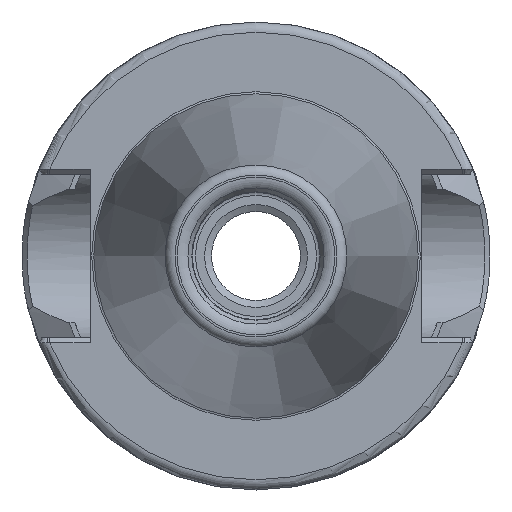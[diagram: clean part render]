
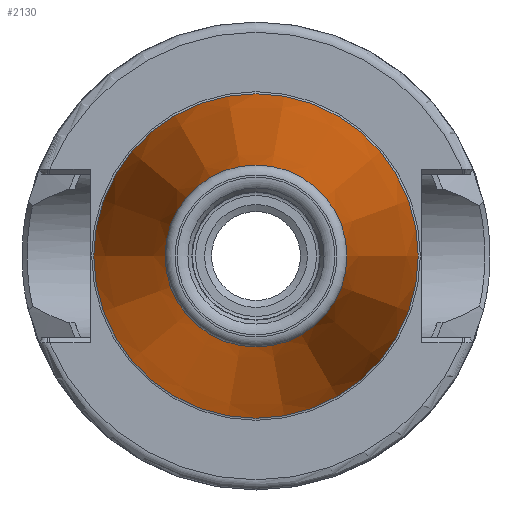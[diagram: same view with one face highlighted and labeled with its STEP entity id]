
A CAD part, left-side view. The second image highlights one B-rep face of the part: STEP entity #2130.
In plain terms, the highlighted conical face has half-angle 8.297 degrees and reference radius 12.445 mm.
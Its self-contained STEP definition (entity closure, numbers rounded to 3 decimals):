
#248=FACE_OUTER_BOUND('',#368,.T.);
#368=EDGE_LOOP('',(#1751,#1752,#1753,#1754,#1755,#1756,#1757));
#488=LINE('',#4146,#585);
#585=VECTOR('',#2854,12.445);
#712=CIRCLE('',#2348,8.941);
#713=CIRCLE('',#2349,8.941);
#714=CIRCLE('',#2350,8.941);
#716=CIRCLE('',#2353,15.948);
#717=CIRCLE('',#2354,15.948);
#938=VERTEX_POINT('',#4134);
#939=VERTEX_POINT('',#4135);
#940=VERTEX_POINT('',#4137);
#941=VERTEX_POINT('',#4142);
#942=VERTEX_POINT('',#4143);
#1232=EDGE_CURVE('',#938,#939,#712,.T.);
#1233=EDGE_CURVE('',#940,#938,#713,.T.);
#1234=EDGE_CURVE('',#939,#940,#714,.T.);
#1236=EDGE_CURVE('',#941,#942,#716,.T.);
#1237=EDGE_CURVE('',#942,#941,#717,.T.);
#1238=EDGE_CURVE('',#942,#940,#488,.T.);
#1751=ORIENTED_EDGE('',*,*,#1236,.F.);
#1752=ORIENTED_EDGE('',*,*,#1237,.F.);
#1753=ORIENTED_EDGE('',*,*,#1238,.T.);
#1754=ORIENTED_EDGE('',*,*,#1233,.T.);
#1755=ORIENTED_EDGE('',*,*,#1232,.T.);
#1756=ORIENTED_EDGE('',*,*,#1234,.T.);
#1757=ORIENTED_EDGE('',*,*,#1238,.F.);
#2050=CONICAL_SURFACE('',#2352,12.445,0.145);
#2130=ADVANCED_FACE('',(#248),#2050,.T.);
#2348=AXIS2_PLACEMENT_3D('',#4136,#2840,#2841);
#2349=AXIS2_PLACEMENT_3D('',#4138,#2842,#2843);
#2350=AXIS2_PLACEMENT_3D('',#4139,#2844,#2845);
#2352=AXIS2_PLACEMENT_3D('',#4141,#2848,#2849);
#2353=AXIS2_PLACEMENT_3D('',#4144,#2850,#2851);
#2354=AXIS2_PLACEMENT_3D('',#4145,#2852,#2853);
#2840=DIRECTION('center_axis',(1.,0.,0.));
#2841=DIRECTION('ref_axis',(0.,0.,-1.));
#2842=DIRECTION('center_axis',(1.,0.,0.));
#2843=DIRECTION('ref_axis',(0.,0.,-1.));
#2844=DIRECTION('center_axis',(1.,0.,0.));
#2845=DIRECTION('ref_axis',(0.,0.,-1.));
#2848=DIRECTION('center_axis',(1.,0.,0.));
#2849=DIRECTION('ref_axis',(0.,1.,0.));
#2850=DIRECTION('center_axis',(1.,0.,0.));
#2851=DIRECTION('ref_axis',(0.,0.,-1.));
#2852=DIRECTION('center_axis',(1.,0.,0.));
#2853=DIRECTION('ref_axis',(0.,0.,-1.));
#2854=DIRECTION('',(-0.99,0.144,0.));
#4134=CARTESIAN_POINT('',(-47.944,8.941,0.));
#4135=CARTESIAN_POINT('',(-47.944,0.,8.941));
#4136=CARTESIAN_POINT('Origin',(-47.944,0.,
0.));
#4137=CARTESIAN_POINT('',(-47.944,-8.941,0.));
#4138=CARTESIAN_POINT('Origin',(-47.944,0.,
0.));
#4139=CARTESIAN_POINT('Origin',(-47.944,0.,
0.));
#4141=CARTESIAN_POINT('Origin',(-23.922,0.,
0.));
#4142=CARTESIAN_POINT('',(0.1,15.948,0.));
#4143=CARTESIAN_POINT('',(0.1,-15.948,0.));
#4144=CARTESIAN_POINT('Origin',(0.1,0.,
0.));
#4145=CARTESIAN_POINT('Origin',(0.1,0.,
0.));
#4146=CARTESIAN_POINT('',(-23.922,-12.445,0.));
